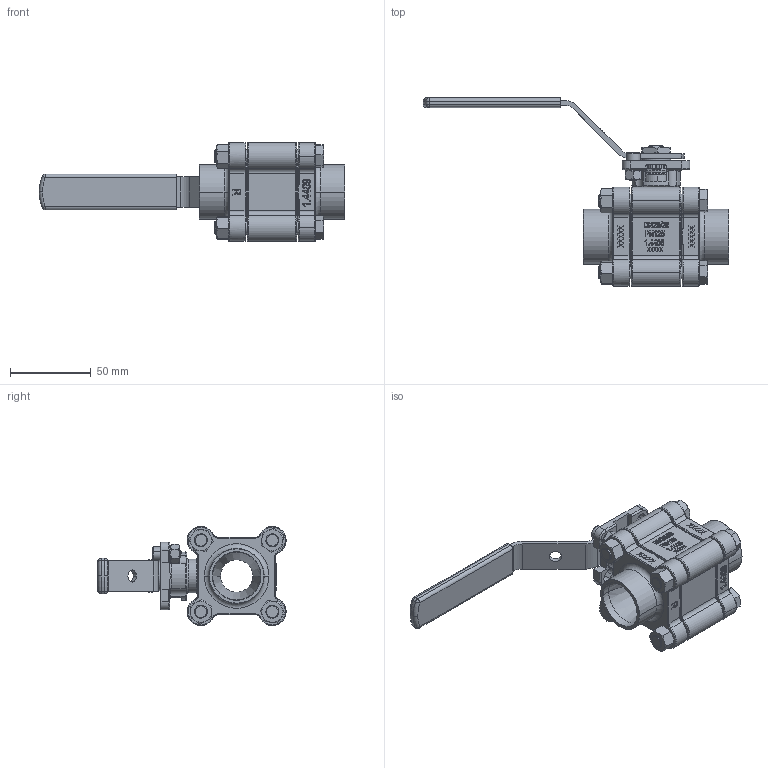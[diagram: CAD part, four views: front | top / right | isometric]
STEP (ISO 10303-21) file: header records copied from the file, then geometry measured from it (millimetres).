
FILE_DESCRIPTION (( 'STEP AP214' ), '1' );
FILE_NAME ('2705D.702R Typ A27D DN25 RB ISO.STEP', '2019-07-19T06:34:52', ( '' ), ( '' ), 'SwSTEP 2.0', 'SolidWorks 2017', '' );
FILE_SCHEMA (( 'AUTOMOTIVE_DESIGN' ));
Length unit declared in the file: millimetre
Products named in the file (1): 2705D.702R Typ A27D DN25 RB ISO
Bounding box: 189 x 116.43 x 61.19 mm (x, y, z)
Volume: 156550.4 mm3; surface area: 84213.1 mm2
Topology: 24 solids, 24 shells, 1373 faces, 3719 edges, 2444 vertices
Faces by surface type: plane 469, cylinder 365, cone 192, bspline 172, torus 169, sphere 6
Entity records: 70191 total; most frequent: CARTESIAN_POINT 21467, ORIENTED_EDGE 7330, DIRECTION 6417, EDGE_CURVE 3665, VERTEX_POINT 2444, AXIS2_PLACEMENT_3D 2390, LINE 1637, VECTOR 1637
